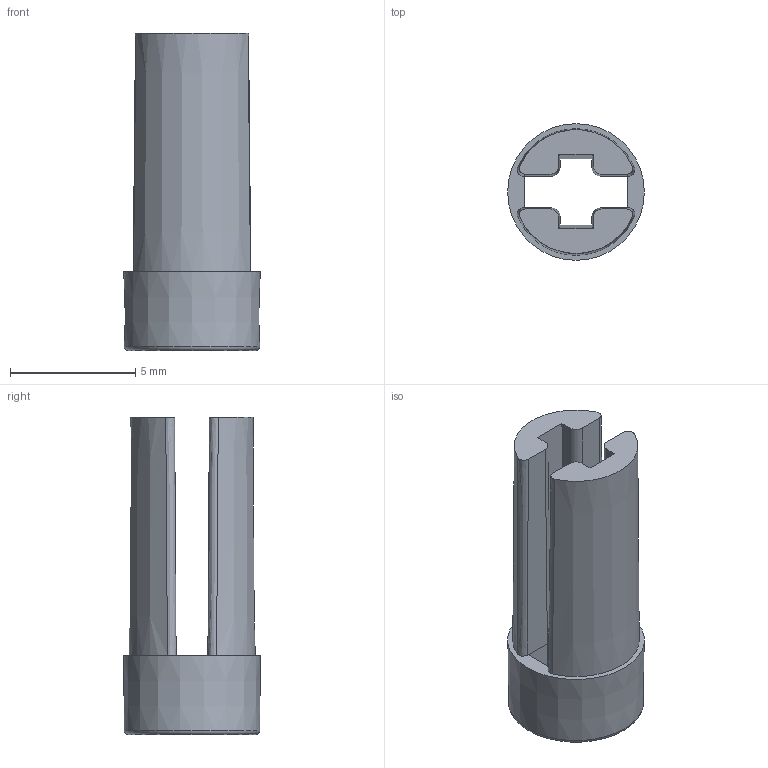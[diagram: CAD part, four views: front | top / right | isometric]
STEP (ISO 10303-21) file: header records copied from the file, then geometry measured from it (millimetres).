
FILE_DESCRIPTION(/* description */ (''),/* implementation_level */ '2;1');
FILE_NAME(/* name */ 'GC Trigger Kailh Stem.step',/* time_stamp */ '2024-06-25T19:06:10-07:00',/* author */ (''),/* organization */ (''),/* preprocessor_version */ 'ST-DEVELOPER v20',/* originating_system */ 'Autodesk Translation Framework v13.14.0.145',/* authorisation */ '');
FILE_SCHEMA (('AUTOMOTIVE_DESIGN { 1 0 10303 214 3 1 1 }'));
Length unit declared in the file: millimetre
Products named in the file (1): GC Trigger Kailh Stem
Bounding box: 5.46 x 5.46 x 12.65 mm (x, y, z)
Volume: 147.1 mm3; surface area: 360.5 mm2
Topology: 1 solids, 1 shells, 62 faces, 152 edges, 92 vertices
Faces by surface type: plane 30, cylinder 20, bspline 8, cone 3, torus 1
Entity records: 2345 total; most frequent: CARTESIAN_POINT 867, ORIENTED_EDGE 304, DIRECTION 291, EDGE_CURVE 152, AXIS2_PLACEMENT_3D 100, VERTEX_POINT 92, LINE 91, VECTOR 91
